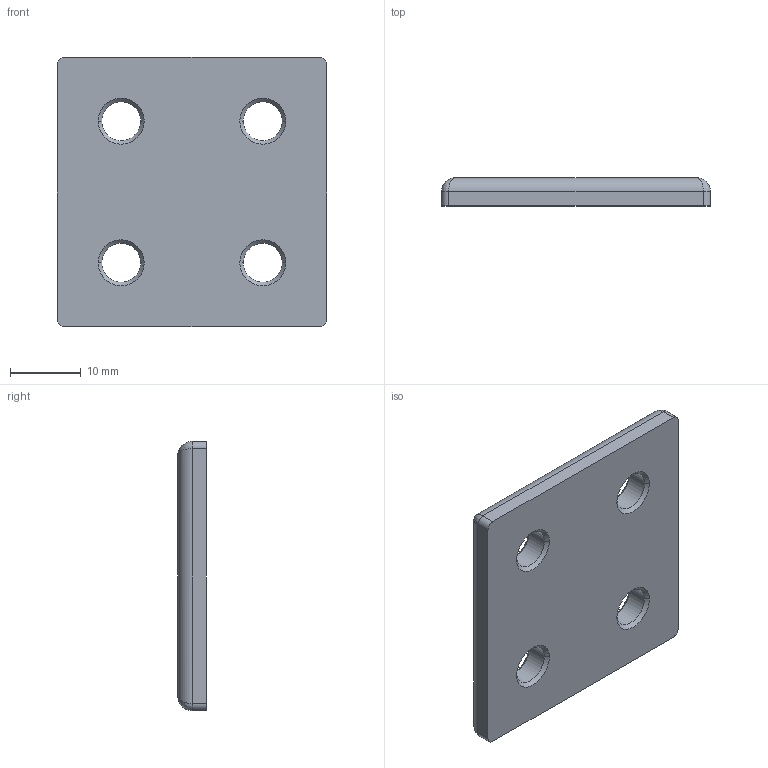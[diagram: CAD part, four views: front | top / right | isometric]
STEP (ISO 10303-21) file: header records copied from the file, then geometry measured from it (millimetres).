
FILE_DESCRIPTION (( 'STEP AP214' ), '1' );
FILE_NAME ('FIXE00H1687-Plaque de connexion V4C 40x40.step', '2023-03-24T09:54:55', ( 'Altae' ), ( '' ), 'SwSTEP 2.0', 'SolidWorks 2021', '' );
FILE_SCHEMA (( 'AUTOMOTIVE_DESIGN' ));
Length unit declared in the file: millimetre
Products named in the file (1): FIXE00H1687-Plaque de connexion V4C 40x40
Bounding box: 38 x 4 x 38 mm (x, y, z)
Volume: 5247.3 mm3; surface area: 3404.7 mm2
Topology: 1 solids, 1 shells, 42 faces, 96 edges, 52 vertices
Faces by surface type: cone 16, cylinder 16, plane 6, bspline 4
Entity records: 1330 total; most frequent: CARTESIAN_POINT 375, DIRECTION 202, ORIENTED_EDGE 184, EDGE_CURVE 92, AXIS2_PLACEMENT_3D 79, VERTEX_POINT 52, EDGE_LOOP 50, VECTOR 44
